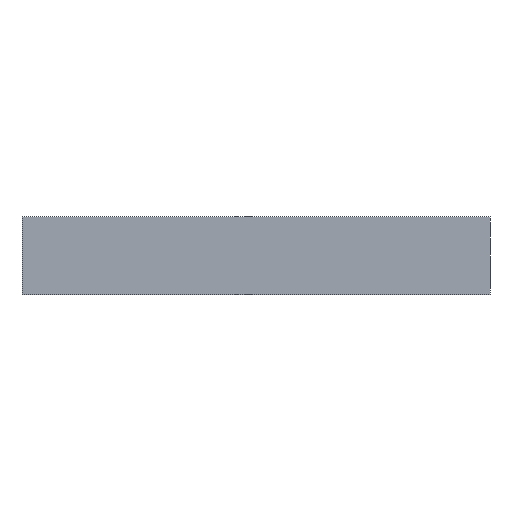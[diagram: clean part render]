
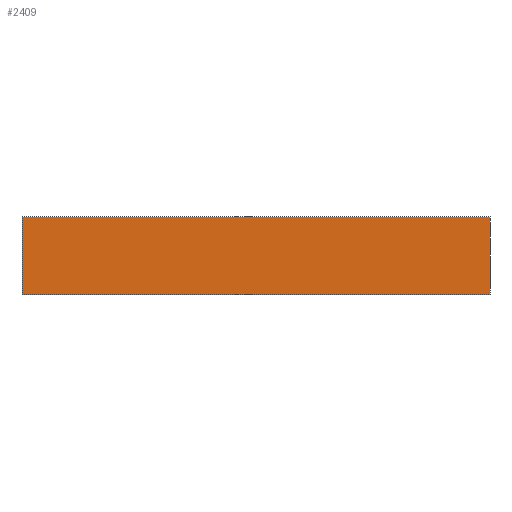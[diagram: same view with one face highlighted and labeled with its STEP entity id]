
A CAD part, left-side view. The second image highlights one B-rep face of the part: STEP entity #2409.
In plain terms, the highlighted planar face has unit normal (-1, 0, 0).
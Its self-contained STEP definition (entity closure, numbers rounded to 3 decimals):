
#52=LINE('',#3201,#200);
#171=LINE('',#3449,#319);
#172=LINE('',#3451,#320);
#173=LINE('',#3453,#321);
#200=VECTOR('',#2746,1000.);
#319=VECTOR('',#2965,1000.);
#320=VECTOR('',#2968,1000.);
#321=VECTOR('',#2969,1000.);
#369=PLANE('',#2550);
#751=ORIENTED_EDGE('',*,*,#1009,.T.);
#752=ORIENTED_EDGE('',*,*,#1010,.F.);
#753=ORIENTED_EDGE('',*,*,#885,.F.);
#754=ORIENTED_EDGE('',*,*,#1008,.T.);
#885=EDGE_CURVE('',#1090,#1091,#52,.T.);
#1008=EDGE_CURVE('',#1090,#1169,#171,.T.);
#1009=EDGE_CURVE('',#1169,#1170,#172,.T.);
#1010=EDGE_CURVE('',#1091,#1170,#173,.T.);
#1090=VERTEX_POINT('',#3200);
#1091=VERTEX_POINT('',#3202);
#1169=VERTEX_POINT('',#3448);
#1170=VERTEX_POINT('',#3452);
#1343=EDGE_LOOP('',(#751,#752,#753,#754));
#1491=FACE_BOUND('',#1343,.T.);
#2409=ADVANCED_FACE('',(#1491),#369,.F.);
#2550=AXIS2_PLACEMENT_3D('',#3450,#2966,#2967);
#2746=DIRECTION('',(0.,0.,1.));
#2965=DIRECTION('',(0.,-1.,0.));
#2966=DIRECTION('',(1.,0.,0.));
#2967=DIRECTION('',(0.,0.,-1.));
#2968=DIRECTION('',(0.,0.,1.));
#2969=DIRECTION('',(0.,-1.,0.));
#3200=CARTESIAN_POINT('',(-25.,250.,-25.));
#3201=CARTESIAN_POINT('',(-25.,250.,-25.));
#3202=CARTESIAN_POINT('',(-25.,250.,25.));
#3448=CARTESIAN_POINT('',(-25.,-50.,-25.));
#3449=CARTESIAN_POINT('',(-25.,100.,-25.));
#3450=CARTESIAN_POINT('',(-25.,100.,-25.));
#3451=CARTESIAN_POINT('',(-25.,-50.,-25.));
#3452=CARTESIAN_POINT('',(-25.,-50.,25.));
#3453=CARTESIAN_POINT('',(-25.,100.,25.));
